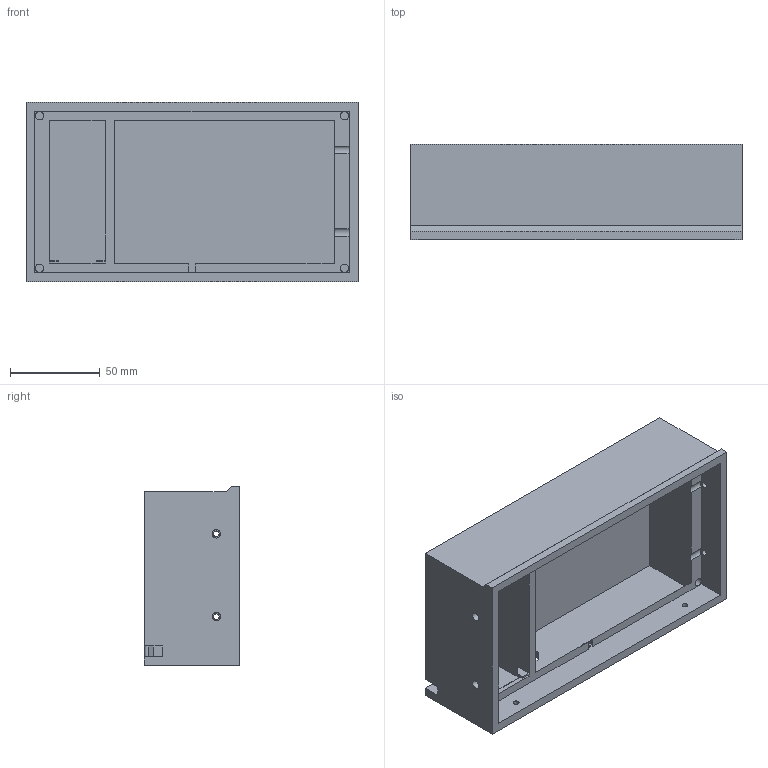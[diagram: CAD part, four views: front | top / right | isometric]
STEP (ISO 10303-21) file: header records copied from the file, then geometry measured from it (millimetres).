
FILE_DESCRIPTION(('HOOPS Exchange Step'),'2;1');
FILE_NAME('BTT HDMI5 Panel.stp','2026-02-20T16:19:05-05:00',('RED'),('Unknown organisation'),'HOOPS Exchange 2025.8','HOOPS Exchange','Unknown authorisation');
FILE_SCHEMA( ('AP203_CONFIGURATION_CONTROLLED_3D_DESIGN_OF_MECHANICAL_PARTS_AND_ASSEMBLIES_MIM_LF') );
Length unit declared in the file: millimetre
Products named in the file (2): 0; root
Assembly tree (1 placements, depth 2):
  root
    0
Bounding box: 185.06 x 53 x 100 mm (x, y, z)
Volume: 285249.9 mm3; surface area: 97524 mm2
Topology: 1 solids, 1 shells, 82 faces, 244 edges, 166 vertices
Faces by surface type: bspline 34, plane 32, cylinder 16
Full cylindrical faces by diameter (mm): 3.2 x5, 4.7 x6
Entity records: 5614 total; most frequent: CARTESIAN_POINT 3724, ORIENTED_EDGE 488, EDGE_CURVE 244, DIRECTION 200, VERTEX_POINT 166, B_SPLINE_CURVE_WITH_KNOTS 158, EDGE_LOOP 102, FACE_BOUND 102
